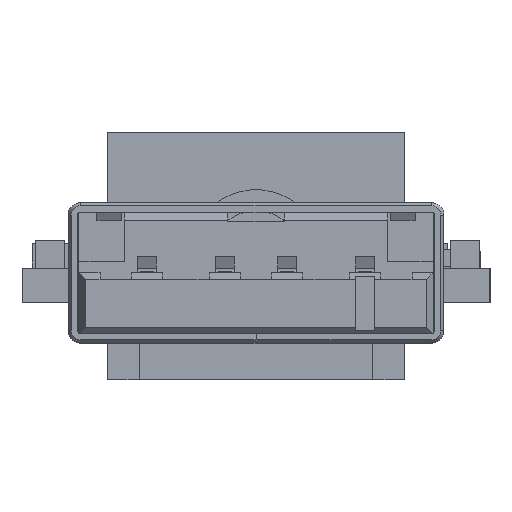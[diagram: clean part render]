
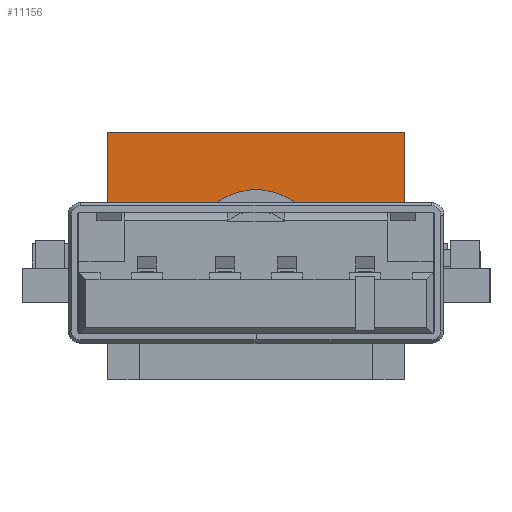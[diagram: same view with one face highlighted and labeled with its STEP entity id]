
A CAD part, left-side view. The second image highlights one B-rep face of the part: STEP entity #11156.
In plain terms, the highlighted planar face has unit normal (-1, 0, 0).
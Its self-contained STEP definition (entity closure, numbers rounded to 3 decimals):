
#267=LINE('',#15823,#1658);
#272=LINE('',#15833,#1663);
#280=LINE('',#15850,#1671);
#281=LINE('',#15852,#1672);
#282=LINE('',#15854,#1673);
#283=LINE('',#15856,#1674);
#284=LINE('',#15858,#1675);
#285=LINE('',#15860,#1676);
#286=LINE('',#15861,#1677);
#287=LINE('',#15863,#1678);
#288=LINE('',#15865,#1679);
#289=LINE('',#15866,#1680);
#290=LINE('',#15868,#1681);
#1658=VECTOR('',#12824,0.012);
#1663=VECTOR('',#12829,3.32);
#1671=VECTOR('',#12839,2.672);
#1672=VECTOR('',#12840,0.012);
#1673=VECTOR('',#12841,1.02);
#1674=VECTOR('',#12842,1.02);
#1675=VECTOR('',#12843,1.02);
#1676=VECTOR('',#12844,3.32);
#1677=VECTOR('',#12845,9.52);
#1678=VECTOR('',#12846,1.02);
#1679=VECTOR('',#12847,1.02);
#1680=VECTOR('',#12848,1.02);
#1681=VECTOR('',#12849,2.672);
#2933=PLANE('',#11760);
#3622=FACE_OUTER_BOUND('',#4219,.T.);
#4219=EDGE_LOOP('',(#7982,#7983,#7984,#7985,#7986,#7987,#7988,#7989,#7990,
#7991,#7992,#7993,#7994,#7995));
#4845=CIRCLE('',#11761,2.125);
#5169=VERTEX_POINT('',#15820);
#5170=VERTEX_POINT('',#15822);
#5174=VERTEX_POINT('',#15830);
#5175=VERTEX_POINT('',#15832);
#5182=VERTEX_POINT('',#15848);
#5183=VERTEX_POINT('',#15849);
#5184=VERTEX_POINT('',#15851);
#5185=VERTEX_POINT('',#15853);
#5186=VERTEX_POINT('',#15855);
#5187=VERTEX_POINT('',#15857);
#5188=VERTEX_POINT('',#15859);
#5189=VERTEX_POINT('',#15862);
#5190=VERTEX_POINT('',#15864);
#5191=VERTEX_POINT('',#15867);
#6268=EDGE_CURVE('',#5169,#5170,#267,.T.);
#6273=EDGE_CURVE('',#5174,#5175,#272,.T.);
#6281=EDGE_CURVE('',#5182,#5183,#280,.T.);
#6282=EDGE_CURVE('',#5184,#5182,#281,.T.);
#6283=EDGE_CURVE('',#5184,#5185,#282,.T.);
#6284=EDGE_CURVE('',#5185,#5186,#283,.T.);
#6285=EDGE_CURVE('',#5186,#5187,#284,.T.);
#6286=EDGE_CURVE('',#5188,#5187,#285,.T.);
#6287=EDGE_CURVE('',#5175,#5188,#286,.T.);
#6288=EDGE_CURVE('',#5174,#5189,#287,.T.);
#6289=EDGE_CURVE('',#5189,#5190,#288,.T.);
#6290=EDGE_CURVE('',#5190,#5170,#289,.T.);
#6291=EDGE_CURVE('',#5191,#5169,#290,.T.);
#6292=EDGE_CURVE('',#5191,#5183,#4845,.T.);
#7982=ORIENTED_EDGE('',*,*,#6281,.F.);
#7983=ORIENTED_EDGE('',*,*,#6282,.F.);
#7984=ORIENTED_EDGE('',*,*,#6283,.T.);
#7985=ORIENTED_EDGE('',*,*,#6284,.T.);
#7986=ORIENTED_EDGE('',*,*,#6285,.T.);
#7987=ORIENTED_EDGE('',*,*,#6286,.F.);
#7988=ORIENTED_EDGE('',*,*,#6287,.F.);
#7989=ORIENTED_EDGE('',*,*,#6273,.F.);
#7990=ORIENTED_EDGE('',*,*,#6288,.T.);
#7991=ORIENTED_EDGE('',*,*,#6289,.T.);
#7992=ORIENTED_EDGE('',*,*,#6290,.T.);
#7993=ORIENTED_EDGE('',*,*,#6268,.F.);
#7994=ORIENTED_EDGE('',*,*,#6291,.F.);
#7995=ORIENTED_EDGE('',*,*,#6292,.T.);
#11156=ADVANCED_FACE('',(#3622),#2933,.F.);
#11760=AXIS2_PLACEMENT_3D('',#15847,#12837,#12838);
#11761=AXIS2_PLACEMENT_3D('',#15869,#12850,#12851);
#12824=DIRECTION('',(0.,0.,1.));
#12829=DIRECTION('',(0.,0.,1.));
#12837=DIRECTION('center_axis',(1.,0.,0.));
#12838=DIRECTION('ref_axis',(0.,0.,1.));
#12839=DIRECTION('',(0.,1.,0.));
#12840=DIRECTION('',(0.,0.,-1.));
#12841=DIRECTION('',(0.,1.,0.));
#12842=DIRECTION('',(0.,0.,1.));
#12843=DIRECTION('',(0.,-1.,0.));
#12844=DIRECTION('',(0.,0.,-1.));
#12845=DIRECTION('',(0.,-1.,0.));
#12846=DIRECTION('',(0.,-1.,0.));
#12847=DIRECTION('',(0.,0.,-1.));
#12848=DIRECTION('',(0.,1.,0.));
#12849=DIRECTION('',(0.,1.,0.));
#12850=DIRECTION('center_axis',(1.,0.,0.));
#12851=DIRECTION('ref_axis',(0.,0.,1.));
#15820=CARTESIAN_POINT('',(34.838,12.26,0.));
#15822=CARTESIAN_POINT('',(34.838,12.26,0.012));
#15823=CARTESIAN_POINT('',(34.838,12.26,4.352));
#15830=CARTESIAN_POINT('',(34.838,12.26,1.032));
#15832=CARTESIAN_POINT('',(34.838,12.26,4.352));
#15833=CARTESIAN_POINT('',(34.838,12.26,4.352));
#15847=CARTESIAN_POINT('Origin',(34.838,2.74,-3.568));
#15848=CARTESIAN_POINT('',(34.838,2.74,0.));
#15849=CARTESIAN_POINT('',(34.838,5.411,0.));
#15850=CARTESIAN_POINT('',(34.838,1.37,0.));
#15851=CARTESIAN_POINT('',(34.838,2.74,0.012));
#15852=CARTESIAN_POINT('',(34.838,2.74,4.352));
#15853=CARTESIAN_POINT('',(34.838,3.76,0.012));
#15854=CARTESIAN_POINT('',(34.838,3.76,0.012));
#15855=CARTESIAN_POINT('',(34.838,3.76,1.032));
#15856=CARTESIAN_POINT('',(34.838,3.76,0.012));
#15857=CARTESIAN_POINT('',(34.838,2.74,1.032));
#15858=CARTESIAN_POINT('',(34.838,3.76,1.032));
#15859=CARTESIAN_POINT('',(34.838,2.74,4.352));
#15860=CARTESIAN_POINT('',(34.838,2.74,4.352));
#15861=CARTESIAN_POINT('',(34.838,2.74,4.352));
#15862=CARTESIAN_POINT('',(34.838,11.24,1.032));
#15863=CARTESIAN_POINT('',(34.838,11.24,1.032));
#15864=CARTESIAN_POINT('',(34.838,11.24,0.012));
#15865=CARTESIAN_POINT('',(34.838,11.24,0.012));
#15866=CARTESIAN_POINT('',(34.838,11.24,0.012));
#15867=CARTESIAN_POINT('',(34.838,9.588,0.));
#15868=CARTESIAN_POINT('',(34.838,1.37,0.));
#15869=CARTESIAN_POINT('Origin',(34.838,7.5,0.392));
